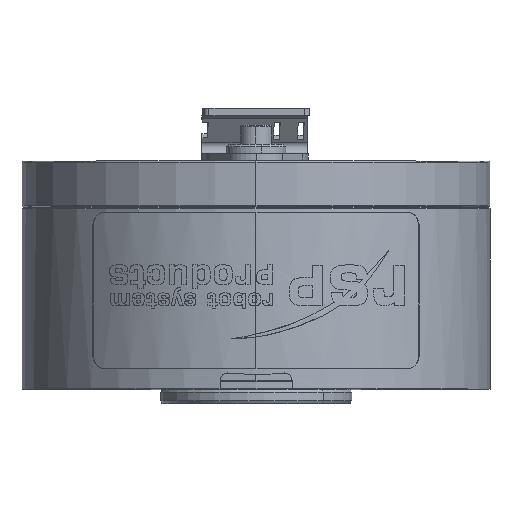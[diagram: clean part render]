
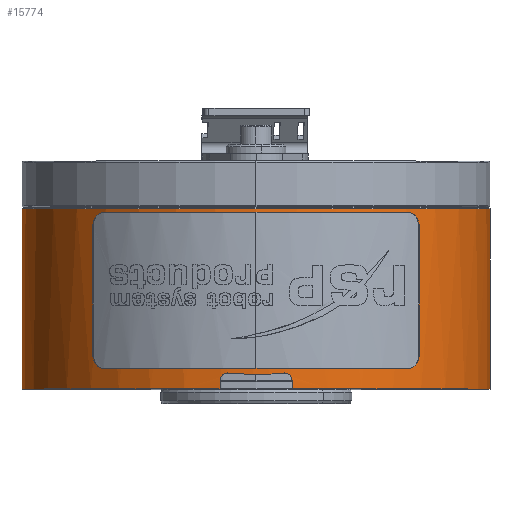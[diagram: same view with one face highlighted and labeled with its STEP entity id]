
A CAD part, top view. The second image highlights one B-rep face of the part: STEP entity #15774.
In plain terms, the highlighted cylindrical face has radius 97.5 mm (diameter 195 mm), a partial arc.
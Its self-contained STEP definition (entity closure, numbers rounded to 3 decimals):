
#173 = CARTESIAN_POINT ( 'NONE',  ( 97.5, 81.55, 0. ) ) ;
#611 = CARTESIAN_POINT ( 'NONE',  ( -15., 9.156, 96.339 ) ) ;
#1000 = ORIENTED_EDGE ( 'NONE', *, *, #42605, .T. ) ;
#1270 = CIRCLE ( 'NONE', #6134, 97.5 ) ;
#1285 = DIRECTION ( 'NONE',  ( 1., 0., 0. ) ) ;
#2260 = CIRCLE ( 'NONE', #40968, 97.5 ) ;
#2581 = FACE_OUTER_BOUND ( 'NONE', #20110, .T. ) ;
#2645 = CARTESIAN_POINT ( 'NONE',  ( -12., 12.378, 96.759 ) ) ;
#2775 = CARTESIAN_POINT ( 'NONE',  ( 14.984, 9.573, 96.342 ) ) ;
#2928 = CARTESIAN_POINT ( 'NONE',  ( 12.207, 12.393, 96.733 ) ) ;
#3229 = DIRECTION ( 'NONE',  ( 0., -1., 0. ) ) ;
#4641 = DIRECTION ( 'NONE',  ( -1., 0., 0. ) ) ;
#4746 = VECTOR ( 'NONE', #3229, 1000. ) ;
#4814 = VERTEX_POINT ( 'NONE', #37950 ) ;
#6134 = AXIS2_PLACEMENT_3D ( 'NONE', #14080, #42395, #21308 ) ;
#6196 = CARTESIAN_POINT ( 'NONE',  ( -12.824, 12.314, 96.653 ) ) ;
#6504 = CARTESIAN_POINT ( 'NONE',  ( -15., 9.156, 96.339 ) ) ;
#7306 = CARTESIAN_POINT ( 'NONE',  ( 15., 9.156, 96.339 ) ) ;
#9338 = CARTESIAN_POINT ( 'NONE',  ( 0., 5.95, 0. ) ) ;
#9473 = DIRECTION ( 'NONE',  ( 1., 0., 0. ) ) ;
#9598 = CARTESIAN_POINT ( 'NONE',  ( 14.327, 11.295, 96.442 ) ) ;
#9657 = CARTESIAN_POINT ( 'NONE',  ( 15., 5.95, 96.339 ) ) ;
#9738 = CARTESIAN_POINT ( 'NONE',  ( 14.65, 10.765, 96.393 ) ) ;
#10039 = CARTESIAN_POINT ( 'NONE',  ( 15., 9.365, 96.339 ) ) ;
#10048 = CARTESIAN_POINT ( 'NONE',  ( -13.909, 11.744, 96.503 ) ) ;
#10070 = CARTESIAN_POINT ( 'NONE',  ( -4.02, 11.807, 97.748 ) ) ;
#10097 = LINE ( 'NONE', #36390, #45344 ) ;
#10518 = B_SPLINE_CURVE_WITH_KNOTS ( 'NONE', 3,
 ( #30846, #2928, #20072, #31147, #13447, #20218, #41305, #27148, #41457, #9598, #45129, #9738, #16813, #24070, #20361, #2775, #10039, #34677 ),
 .UNSPECIFIED., .F., .F.,
 ( 4, 2, 2, 2, 2, 2, 2, 2, 4 ),
 ( 0., 0.001, 0.001, 0.002, 0.002, 0.003, 0.004, 0.004, 0.005 ),
 .UNSPECIFIED. ) ;
#11295 = DIRECTION ( 'NONE',  ( 0., -1., 0. ) ) ;
#13415 = LINE ( 'NONE', #24547, #20044 ) ;
#13417 = AXIS2_PLACEMENT_3D ( 'NONE', #28687, #11295, #4641 ) ;
#13447 = CARTESIAN_POINT ( 'NONE',  ( 13.017, 12.257, 96.627 ) ) ;
#13941 = VERTEX_POINT ( 'NONE', #43689 ) ;
#13984 = CYLINDRICAL_SURFACE ( 'NONE', #13417, 97.5 ) ;
#14080 = CARTESIAN_POINT ( 'NONE',  ( 0., 81.05, 0. ) ) ;
#14480 = EDGE_CURVE ( 'NONE', #28512, #27974, #13415, .T. ) ;
#15529 = EDGE_CURVE ( 'NONE', #35277, #13941, #38203, .T. ) ;
#15774 = ADVANCED_FACE ( 'NONE', ( #2581 ), #13984, .T. ) ;
#16386 = ORIENTED_EDGE ( 'NONE', *, *, #14480, .T. ) ;
#16671 = CARTESIAN_POINT ( 'NONE',  ( -12.208, 12.393, 96.733 ) ) ;
#16813 = CARTESIAN_POINT ( 'NONE',  ( 14.734, 10.575, 96.38 ) ) ;
#16826 = CARTESIAN_POINT ( 'NONE',  ( -15., 9.574, 96.339 ) ) ;
#16966 = VERTEX_POINT ( 'NONE', #44251 ) ;
#17117 = DIRECTION ( 'NONE',  ( 0., -1., 0. ) ) ;
#17853 =( BOUNDED_CURVE ( )  B_SPLINE_CURVE ( 3, ( #2645, #10070, #23646, #20102 ),
 .UNSPECIFIED., .F., .F. ) 
 B_SPLINE_CURVE_WITH_KNOTS ( ( 4, 4 ),
 ( 6.16, 6.407 ),
 .UNSPECIFIED. ) 
 CURVE ( )  GEOMETRIC_REPRESENTATION_ITEM ( )  RATIONAL_B_SPLINE_CURVE ( ( 1., 0.995, 0.995, 1. ) ) 
 REPRESENTATION_ITEM ( '' )  );
#19145 = DIRECTION ( 'NONE',  ( 0., -1., 0. ) ) ;
#19354 = ORIENTED_EDGE ( 'NONE', *, *, #32846, .F. ) ;
#20044 = VECTOR ( 'NONE', #17117, 1000. ) ;
#20072 = CARTESIAN_POINT ( 'NONE',  ( 12.412, 12.383, 96.707 ) ) ;
#20102 = CARTESIAN_POINT ( 'NONE',  ( 12., 12.378, 96.759 ) ) ;
#20110 = EDGE_LOOP ( 'NONE', ( #22154, #41049, #24032, #32396, #19354, #30634, #1000, #30786, #16386, #37370 ) ) ;
#20218 = CARTESIAN_POINT ( 'NONE',  ( 13.394, 12.096, 96.576 ) ) ;
#20233 = CARTESIAN_POINT ( 'NONE',  ( -14.937, 9.981, 96.349 ) ) ;
#20361 = CARTESIAN_POINT ( 'NONE',  ( 14.918, 9.981, 96.352 ) ) ;
#20678 = CARTESIAN_POINT ( 'NONE',  ( -13.581, 11.988, 96.55 ) ) ;
#20832 = CARTESIAN_POINT ( 'NONE',  ( -14.667, 10.772, 96.391 ) ) ;
#20841 = EDGE_CURVE ( 'NONE', #32113, #28512, #10518, .T. ) ;
#20879 = EDGE_CURVE ( 'NONE', #4814, #29865, #38361, .T. ) ;
#21308 = DIRECTION ( 'NONE',  ( 1., 0., 0. ) ) ;
#22154 = ORIENTED_EDGE ( 'NONE', *, *, #20879, .F. ) ;
#22312 = VERTEX_POINT ( 'NONE', #41567 ) ;
#23332 = VECTOR ( 'NONE', #42917, 1000. ) ;
#23484 = CARTESIAN_POINT ( 'NONE',  ( 12., 12.378, 96.759 ) ) ;
#23646 = CARTESIAN_POINT ( 'NONE',  ( 4.02, 11.807, 97.748 ) ) ;
#24032 = ORIENTED_EDGE ( 'NONE', *, *, #32486, .T. ) ;
#24070 = CARTESIAN_POINT ( 'NONE',  ( 14.869, 10.181, 96.36 ) ) ;
#24086 = CARTESIAN_POINT ( 'NONE',  ( -12., 12.378, 96.759 ) ) ;
#24547 = CARTESIAN_POINT ( 'NONE',  ( 15., 81.55, 96.339 ) ) ;
#25955 = DIRECTION ( 'NONE',  ( 0., 1., 0. ) ) ;
#27148 = CARTESIAN_POINT ( 'NONE',  ( 13.906, 11.747, 96.503 ) ) ;
#27741 = LINE ( 'NONE', #42622, #23332 ) ;
#27974 = VERTEX_POINT ( 'NONE', #9657 ) ;
#28434 = CARTESIAN_POINT ( 'NONE',  ( 97.5, 5.95, 0. ) ) ;
#28512 = VERTEX_POINT ( 'NONE', #7306 ) ;
#28687 = CARTESIAN_POINT ( 'NONE',  ( 0., 81.55, 0. ) ) ;
#29865 = VERTEX_POINT ( 'NONE', #28434 ) ;
#29900 = CARTESIAN_POINT ( 'NONE',  ( -15., 5.95, 96.339 ) ) ;
#30634 = ORIENTED_EDGE ( 'NONE', *, *, #15529, .T. ) ;
#30786 = ORIENTED_EDGE ( 'NONE', *, *, #20841, .T. ) ;
#30846 = CARTESIAN_POINT ( 'NONE',  ( 12., 12.378, 96.759 ) ) ;
#31147 = CARTESIAN_POINT ( 'NONE',  ( 12.816, 12.316, 96.654 ) ) ;
#32113 = VERTEX_POINT ( 'NONE', #23484 ) ;
#32396 = ORIENTED_EDGE ( 'NONE', *, *, #43685, .T. ) ;
#32486 = EDGE_CURVE ( 'NONE', #16966, #22312, #10097, .T. ) ;
#32846 = EDGE_CURVE ( 'NONE', #35277, #35427, #27741, .T. ) ;
#33685 = AXIS2_PLACEMENT_3D ( 'NONE', #40115, #25955, #1285 ) ;
#34105 = DIRECTION ( 'NONE',  ( 0., 1., 0. ) ) ;
#34470 = EDGE_CURVE ( 'NONE', #27974, #29865, #45255, .T. ) ;
#34677 = CARTESIAN_POINT ( 'NONE',  ( 15., 9.156, 96.339 ) ) ;
#34690 = CARTESIAN_POINT ( 'NONE',  ( -13.02, 12.256, 96.627 ) ) ;
#34833 = CARTESIAN_POINT ( 'NONE',  ( -12.417, 12.383, 96.706 ) ) ;
#35277 = VERTEX_POINT ( 'NONE', #611 ) ;
#35427 = VERTEX_POINT ( 'NONE', #29900 ) ;
#36390 = CARTESIAN_POINT ( 'NONE',  ( -97.5, 81.55, 0. ) ) ;
#37370 = ORIENTED_EDGE ( 'NONE', *, *, #34470, .T. ) ;
#37784 = CARTESIAN_POINT ( 'NONE',  ( -13.4, 12.093, 96.575 ) ) ;
#37950 = CARTESIAN_POINT ( 'NONE',  ( 97.5, 81.05, 0. ) ) ;
#38203 = B_SPLINE_CURVE_WITH_KNOTS ( 'NONE', 3,
 ( #6504, #16826, #20233, #20832, #41766, #41920, #10048, #20678, #37784, #34690, #6196, #34833, #16671, #24086 ),
 .UNSPECIFIED., .F., .F.,
 ( 4, 2, 2, 2, 2, 2, 4 ),
 ( 0., 0.001, 0.002, 0.003, 0.004, 0.004, 0.005 ),
 .UNSPECIFIED. ) ;
#38361 = LINE ( 'NONE', #173, #4746 ) ;
#40115 = CARTESIAN_POINT ( 'NONE',  ( 0., 5.95, 0. ) ) ;
#40968 = AXIS2_PLACEMENT_3D ( 'NONE', #9338, #34105, #9473 ) ;
#41049 = ORIENTED_EDGE ( 'NONE', *, *, #42736, .T. ) ;
#41305 = CARTESIAN_POINT ( 'NONE',  ( 13.573, 11.993, 96.551 ) ) ;
#41457 = CARTESIAN_POINT ( 'NONE',  ( 14.056, 11.607, 96.482 ) ) ;
#41567 = CARTESIAN_POINT ( 'NONE',  ( -97.5, 5.95, 0. ) ) ;
#41766 = CARTESIAN_POINT ( 'NONE',  ( -14.469, 11.131, 96.421 ) ) ;
#41920 = CARTESIAN_POINT ( 'NONE',  ( -14.059, 11.604, 96.481 ) ) ;
#42395 = DIRECTION ( 'NONE',  ( 0., -1., 0. ) ) ;
#42605 = EDGE_CURVE ( 'NONE', #13941, #32113, #17853, .T. ) ;
#42622 = CARTESIAN_POINT ( 'NONE',  ( -15., 81.55, 96.339 ) ) ;
#42736 = EDGE_CURVE ( 'NONE', #4814, #16966, #1270, .T. ) ;
#42917 = DIRECTION ( 'NONE',  ( 0., -1., 0. ) ) ;
#43685 = EDGE_CURVE ( 'NONE', #22312, #35427, #2260, .T. ) ;
#43689 = CARTESIAN_POINT ( 'NONE',  ( -12., 12.378, 96.759 ) ) ;
#44251 = CARTESIAN_POINT ( 'NONE',  ( -97.5, 81.05, 0. ) ) ;
#45129 = CARTESIAN_POINT ( 'NONE',  ( 14.447, 11.124, 96.424 ) ) ;
#45255 = CIRCLE ( 'NONE', #33685, 97.5 ) ;
#45344 = VECTOR ( 'NONE', #19145, 1000. ) ;
